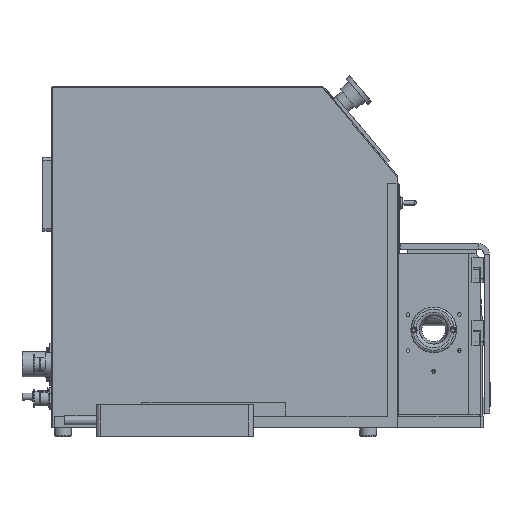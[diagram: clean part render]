
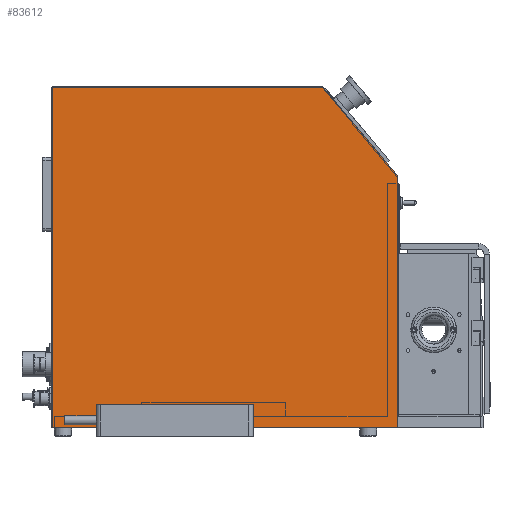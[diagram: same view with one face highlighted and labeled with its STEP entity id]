
A CAD part, left-side view. The second image highlights one B-rep face of the part: STEP entity #83612.
In plain terms, the highlighted planar face has unit normal (-1, 0, 0).
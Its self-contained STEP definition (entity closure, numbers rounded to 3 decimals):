
#8357=LINE('',#132808,#16278);
#8362=LINE('',#132821,#16283);
#8368=LINE('',#132836,#16289);
#8369=LINE('',#132837,#16290);
#8370=LINE('',#132838,#16291);
#16278=VECTOR('',#100452,299.157);
#16283=VECTOR('',#100463,279.272);
#16289=VECTOR('',#100477,378.);
#16290=VECTOR('',#100478,386.);
#16291=VECTOR('',#100479,128.88);
#21580=PLANE('',#88252);
#26740=FACE_OUTER_BOUND('',#32114,.T.);
#32114=EDGE_LOOP('',(#67907,#67908,#67909,#67910,#67911,#67912,#67913,#67914));
#34730=CIRCLE('',#88248,2.);
#34731=CIRCLE('',#88251,2.);
#34732=CIRCLE('',#88253,2.);
#39829=VERTEX_POINT('',#132804);
#39830=VERTEX_POINT('',#132806);
#39831=VERTEX_POINT('',#132810);
#39834=VERTEX_POINT('',#132818);
#39835=VERTEX_POINT('',#132820);
#39838=VERTEX_POINT('',#132829);
#39839=VERTEX_POINT('',#132833);
#39840=VERTEX_POINT('',#132835);
#49671=EDGE_CURVE('',#39830,#39829,#8357,.T.);
#49673=EDGE_CURVE('',#39831,#39830,#34730,.T.);
#49677=EDGE_CURVE('',#39834,#39835,#8362,.T.);
#49683=EDGE_CURVE('',#39838,#39834,#34731,.T.);
#49684=EDGE_CURVE('',#39829,#39839,#34732,.T.);
#49685=EDGE_CURVE('',#39840,#39831,#8368,.T.);
#49686=EDGE_CURVE('',#39835,#39840,#8369,.T.);
#49687=EDGE_CURVE('',#39839,#39838,#8370,.T.);
#67907=ORIENTED_EDGE('',*,*,#49684,.F.);
#67908=ORIENTED_EDGE('',*,*,#49671,.F.);
#67909=ORIENTED_EDGE('',*,*,#49673,.F.);
#67910=ORIENTED_EDGE('',*,*,#49685,.F.);
#67911=ORIENTED_EDGE('',*,*,#49686,.F.);
#67912=ORIENTED_EDGE('',*,*,#49677,.F.);
#67913=ORIENTED_EDGE('',*,*,#49683,.F.);
#67914=ORIENTED_EDGE('',*,*,#49687,.F.);
#83612=ADVANCED_FACE('',(#26740),#21580,.F.);
#88248=AXIS2_PLACEMENT_3D('',#132812,#100456,#100457);
#88251=AXIS2_PLACEMENT_3D('',#132831,#100471,#100472);
#88252=AXIS2_PLACEMENT_3D('',#132832,#100473,#100474);
#88253=AXIS2_PLACEMENT_3D('',#132834,#100475,#100476);
#100452=DIRECTION('',(0.,-1.,0.));
#100456=DIRECTION('center_axis',(1.,0.,0.));
#100457=DIRECTION('ref_axis',(0.,0.707,0.707));
#100463=DIRECTION('',(0.,0.,-1.));
#100471=DIRECTION('center_axis',(1.,0.,0.));
#100472=DIRECTION('ref_axis',(0.,-0.94,0.342));
#100473=DIRECTION('center_axis',(1.,0.,0.));
#100474=DIRECTION('ref_axis',(0.,1.,0.));
#100475=DIRECTION('center_axis',(1.,0.,0.));
#100476=DIRECTION('ref_axis',(0.,-0.423,0.906));
#100477=DIRECTION('',(0.,0.,1.));
#100478=DIRECTION('',(0.,1.,0.));
#100479=DIRECTION('',(0.,-0.643,-0.766));
#132804=CARTESIAN_POINT('',(-1.168,179.757,380.2));
#132806=CARTESIAN_POINT('',(-1.168,478.914,380.2));
#132808=CARTESIAN_POINT('',(-1.168,480.914,380.2));
#132810=CARTESIAN_POINT('',(-1.168,480.914,378.2));
#132812=CARTESIAN_POINT('Origin',(-1.168,478.914,378.2));
#132818=CARTESIAN_POINT('',(-1.168,94.914,279.472));
#132820=CARTESIAN_POINT('',(-1.168,94.914,0.2));
#132821=CARTESIAN_POINT('',(-1.168,94.914,280.2));
#132829=CARTESIAN_POINT('',(-1.168,95.382,280.758));
#132831=CARTESIAN_POINT('Origin',(-1.168,96.914,279.472));
#132832=CARTESIAN_POINT('Origin',(-1.168,296.204,182.309));
#132833=CARTESIAN_POINT('',(-1.168,178.225,379.486));
#132834=CARTESIAN_POINT('Origin',(-1.168,179.757,378.2));
#132835=CARTESIAN_POINT('',(-1.168,480.914,0.2));
#132836=CARTESIAN_POINT('',(-1.168,480.914,0.2));
#132837=CARTESIAN_POINT('',(-1.168,94.914,0.2));
#132838=CARTESIAN_POINT('',(-1.168,178.824,380.2));
